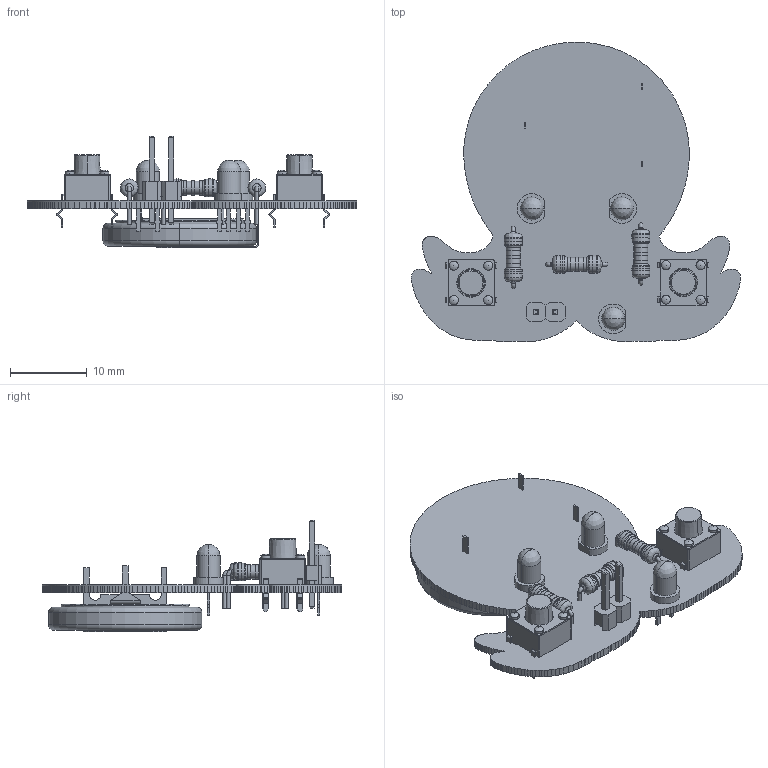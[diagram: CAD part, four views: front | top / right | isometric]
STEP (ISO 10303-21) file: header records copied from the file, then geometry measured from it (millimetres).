
FILE_DESCRIPTION(('Open CASCADE Model'),'2;1');
FILE_NAME('Open CASCADE Shape Model','2025-06-19T15:42:50',('Author'),( 'Open CASCADE'),'Open CASCADE STEP processor 7.5','Open CASCADE 7.5' ,'Unknown');
FILE_SCHEMA(('AUTOMOTIVE_DESIGN { 1 0 10303 214 1 1 1 1 }'));
Length unit declared in the file: millimetre
Products named in the file (22): PCB; Board; Open CASCADE STEP translator 7.5 4.1.1; XP1; User Library-PLS-1; S2; 7032997728; R2; Res-7.62-6.3x2.3-220; R1; R3; HL2; Led_3mm_Vermelho_Transparente v1 plastic; Led_3mm_Vermelho_Transparente v1 leads; HL3; HL1; S1; 7210333072; GB1; CR2032-VAY3-15.2; CR2032W-HE1--3DModel-STEP-418109.step-Body-MoveCopy1[3][1]; CR2032W-HE1--3DModel-STEP-418109.step-Твердые тела
Assembly tree (28 placements, depth 4):
  PCB
    Board
      Open CASCADE STEP translator 7.5 4.1.1
    XP1
      User Library-PLS-1  x2
    S2
      7032997728
    R2
      Res-7.62-6.3x2.3-220
    R1
      Res-7.62-6.3x2.3-220
    R3
      Res-7.62-6.3x2.3-220
    HL2
      Led_3mm_Vermelho_Transparente v1 plastic
      Led_3mm_Vermelho_Transparente v1 leads
    HL3
      Led_3mm_Vermelho_Transparente v1 plastic
      Led_3mm_Vermelho_Transparente v1 leads
    HL1
      Led_3mm_Vermelho_Transparente v1 plastic
      Led_3mm_Vermelho_Transparente v1 leads
    S1
      7210333072
    GB1
      CR2032-VAY3-15.2
        CR2032W-HE1--3DModel-STEP-418109.step-Body-MoveCopy1[3][1]
        CR2032W-HE1--3DModel-STEP-418109.step-Твердые тела
Bounding box: 42.88 x 39.05 x 14.54 mm (x, y, z)
Volume: 2714.5 mm3; surface area: 4898.3 mm2
Topology: 30 solids, 30 shells, 1174 faces, 3086 edges, 2026 vertices
Faces by surface type: plane 891, cylinder 215, bspline 30, torus 26, sphere 8, cone 4
Full cylindrical faces by diameter (mm): 0.5 x12, 1.8 x6, 1.84 x9, 2.3 x12, 2.34 x6
Entity records: 32974 total; most frequent: CARTESIAN_POINT 6606, ORIENTED_EDGE 5104, DIRECTION 4811, EDGE_CURVE 2552, LINE 2133, VECTOR 2133, VERTEX_POINT 1690, AXIS2_PLACEMENT_3D 1339
